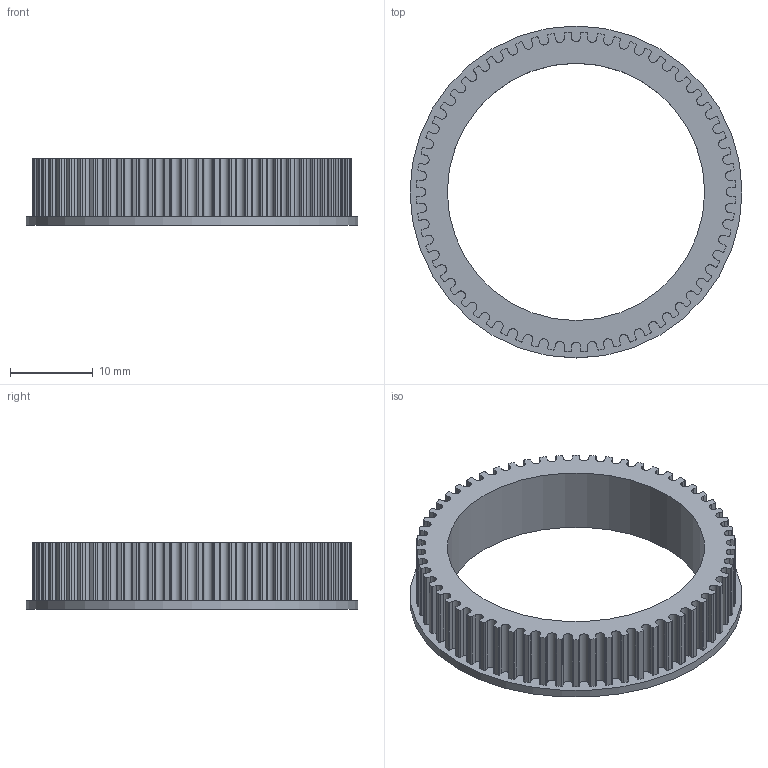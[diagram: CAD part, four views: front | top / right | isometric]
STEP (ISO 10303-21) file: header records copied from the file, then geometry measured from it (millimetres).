
FILE_DESCRIPTION(/* description */ (''),/* implementation_level */ '2;1');
FILE_NAME(/* name */ 'Pully_extended v3.step',/* time_stamp */ '2024-05-28T16:31:33+02:00',/* author */ (''),/* organization */ (''),/* preprocessor_version */ 'ST-DEVELOPER v20',/* originating_system */ 'Autodesk Translation Framework v13.14.0.145',/* authorisation */ '');
FILE_SCHEMA (('AUTOMOTIVE_DESIGN { 1 0 10303 214 3 1 1 }'));
Length unit declared in the file: millimetre
Products named in the file (1): Pully_extended
Bounding box: 40 x 40 x 8 mm (x, y, z)
Volume: 2881.4 mm3; surface area: 3440.8 mm2
Topology: 1 solids, 1 shells, 365 faces, 1086 edges, 724 vertices
Faces by surface type: cylinder 242, plane 123
Full cylindrical faces by diameter (mm): 31 x1, 40 x1
Entity records: 12501 total; most frequent: DIRECTION 2302, CARTESIAN_POINT 2176, ORIENTED_EDGE 2172, EDGE_CURVE 1086, AXIS2_PLACEMENT_3D 850, VERTEX_POINT 724, LINE 602, VECTOR 602
